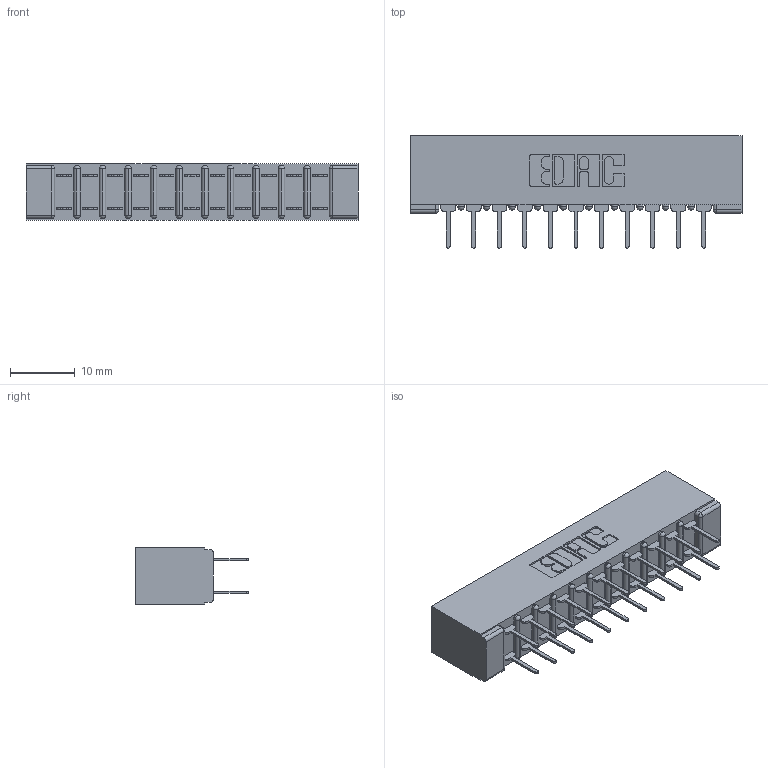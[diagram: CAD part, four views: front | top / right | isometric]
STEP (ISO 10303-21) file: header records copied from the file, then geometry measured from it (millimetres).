
FILE_DESCRIPTION (( 'STEP AP203' ), '1' );
FILE_NAME ('307-022-524-201.STEP', '2019-09-05T21:17:27', ( '' ), ( '' ), 'SwSTEP 2.0', 'SolidWorks 2016', '' );
FILE_SCHEMA (( 'CONFIG_CONTROL_DESIGN' ));
Length unit declared in the file: inch
Products named in the file (3): 307-022-524-201; 307 Part_No Mounting Lugs; 307-290-001_524
Assembly tree (23 placements, depth 2):
  307-022-524-201
    307 Part_No Mounting Lugs
    307-290-001_524  x22
Bounding box: 51.46 x 17.42 x 8.71 mm (x, y, z)
Volume: 3593.3 mm3; surface area: 6206.2 mm2
Topology: 23 solids, 23 shells, 1134 faces, 3159 edges, 2042 vertices
Faces by surface type: plane 748, cylinder 362, sphere 24
Entity records: 13294 total; most frequent: CARTESIAN_POINT 2179, ORIENTED_EDGE 2154, DIRECTION 2147, EDGE_CURVE 1077, VECTOR 815, LINE 815, VERTEX_POINT 698, AXIS2_PLACEMENT_3D 666
